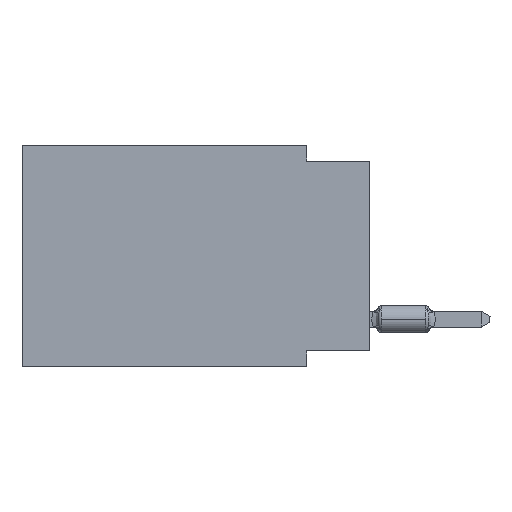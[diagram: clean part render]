
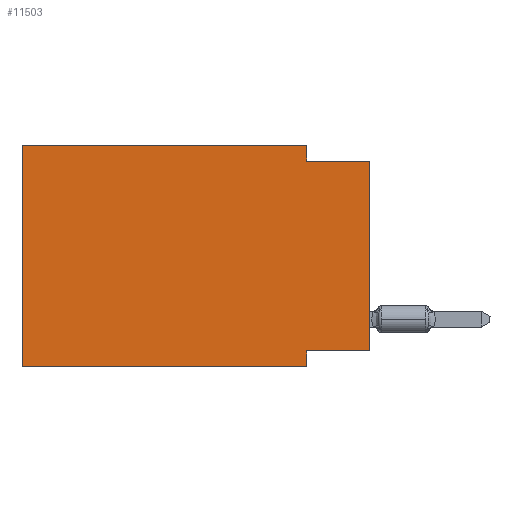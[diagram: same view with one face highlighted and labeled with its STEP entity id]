
A CAD part, left-side view. The second image highlights one B-rep face of the part: STEP entity #11503.
In plain terms, the highlighted planar face has unit normal (-1, 0, 0).
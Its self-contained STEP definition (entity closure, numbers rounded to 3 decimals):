
#1689 = VECTOR ( 'NONE', #34314, 1000. ) ;
#2302 = CARTESIAN_POINT ( 'NONE',  ( 0., 2.54, -8.255 ) ) ;
#2988 = FACE_OUTER_BOUND ( 'NONE', #21761, .T. ) ;
#3591 = DIRECTION ( 'NONE',  ( 0., 0., -1. ) ) ;
#3642 = EDGE_CURVE ( 'NONE', #25774, #28060, #38181, .T. ) ;
#5021 = LINE ( 'NONE', #17996, #13540 ) ;
#5366 = VECTOR ( 'NONE', #21158, 1000. ) ;
#5401 = ORIENTED_EDGE ( 'NONE', *, *, #30981, .F. ) ;
#6335 = VECTOR ( 'NONE', #33242, 1000. ) ;
#6895 = CARTESIAN_POINT ( 'NONE',  ( 0., 0., 0. ) ) ;
#7292 = LINE ( 'NONE', #33456, #6335 ) ;
#7865 = EDGE_CURVE ( 'NONE', #13511, #11668, #9969, .T. ) ;
#8873 = VERTEX_POINT ( 'NONE', #20584 ) ;
#9969 = LINE ( 'NONE', #22931, #11132 ) ;
#11132 = VECTOR ( 'NONE', #3591, 1000. ) ;
#11337 = AXIS2_PLACEMENT_3D ( 'NONE', #35932, #28711, #15554 ) ;
#11503 = ADVANCED_FACE ( 'NONE', ( #2988 ), #18944, .F. ) ;
#11668 = VERTEX_POINT ( 'NONE', #27198 ) ;
#12178 = DIRECTION ( 'NONE',  ( 0., -1., 0. ) ) ;
#12632 = EDGE_CURVE ( 'NONE', #32715, #11668, #28330, .T. ) ;
#13511 = VERTEX_POINT ( 'NONE', #2302 ) ;
#13540 = VECTOR ( 'NONE', #31171, 1000. ) ;
#14590 = CARTESIAN_POINT ( 'NONE',  ( 0., 2.54, 0. ) ) ;
#15211 = VECTOR ( 'NONE', #12178, 1000. ) ;
#15554 = DIRECTION ( 'NONE',  ( 0., 0., -1. ) ) ;
#15739 = CARTESIAN_POINT ( 'NONE',  ( 0., 13.97, 0. ) ) ;
#17996 = CARTESIAN_POINT ( 'NONE',  ( 0., 0., -0.635 ) ) ;
#18944 = PLANE ( 'NONE',  #11337 ) ;
#20584 = CARTESIAN_POINT ( 'NONE',  ( 0., 0., -0.635 ) ) ;
#20639 = ORIENTED_EDGE ( 'NONE', *, *, #36739, .F. ) ;
#20956 = EDGE_CURVE ( 'NONE', #28060, #8873, #5021, .T. ) ;
#21062 = ORIENTED_EDGE ( 'NONE', *, *, #25295, .F. ) ;
#21158 = DIRECTION ( 'NONE',  ( 0., 0., 1. ) ) ;
#21323 = CARTESIAN_POINT ( 'NONE',  ( 0., 13.97, 0. ) ) ;
#21363 = CARTESIAN_POINT ( 'NONE',  ( 0., 13.97, 0. ) ) ;
#21761 = EDGE_LOOP ( 'NONE', ( #28105, #35774, #22477, #5401, #20639, #29868, #37048, #21062 ) ) ;
#22477 = ORIENTED_EDGE ( 'NONE', *, *, #3642, .F. ) ;
#22931 = CARTESIAN_POINT ( 'NONE',  ( 0., 2.54, -8.89 ) ) ;
#24484 = VERTEX_POINT ( 'NONE', #33765 ) ;
#24772 = LINE ( 'NONE', #21363, #5366 ) ;
#25295 = EDGE_CURVE ( 'NONE', #24484, #13511, #7292, .T. ) ;
#25774 = VERTEX_POINT ( 'NONE', #34184 ) ;
#26073 = VECTOR ( 'NONE', #29431, 1000. ) ;
#27198 = CARTESIAN_POINT ( 'NONE',  ( 0., 2.54, -8.89 ) ) ;
#27826 = VECTOR ( 'NONE', #31150, 1000. ) ;
#28060 = VERTEX_POINT ( 'NONE', #41102 ) ;
#28105 = ORIENTED_EDGE ( 'NONE', *, *, #30779, .T. ) ;
#28330 = LINE ( 'NONE', #37922, #15211 ) ;
#28454 = CARTESIAN_POINT ( 'NONE',  ( 0., 13.97, -8.89 ) ) ;
#28711 = DIRECTION ( 'NONE',  ( 1., 0., 0. ) ) ;
#29431 = DIRECTION ( 'NONE',  ( 0., 0., 1. ) ) ;
#29868 = ORIENTED_EDGE ( 'NONE', *, *, #12632, .T. ) ;
#30779 = EDGE_CURVE ( 'NONE', #24484, #8873, #39649, .T. ) ;
#30981 = EDGE_CURVE ( 'NONE', #40263, #25774, #40278, .T. ) ;
#31150 = DIRECTION ( 'NONE',  ( 0., 0., -1. ) ) ;
#31171 = DIRECTION ( 'NONE',  ( 0., -1., 0. ) ) ;
#32715 = VERTEX_POINT ( 'NONE', #28454 ) ;
#33242 = DIRECTION ( 'NONE',  ( 0., 1., 0. ) ) ;
#33456 = CARTESIAN_POINT ( 'NONE',  ( 0., 0., -8.255 ) ) ;
#33765 = CARTESIAN_POINT ( 'NONE',  ( 0., 0., -8.255 ) ) ;
#34184 = CARTESIAN_POINT ( 'NONE',  ( 0., 2.54, 0. ) ) ;
#34314 = DIRECTION ( 'NONE',  ( 0., -1., 0. ) ) ;
#35774 = ORIENTED_EDGE ( 'NONE', *, *, #20956, .F. ) ;
#35932 = CARTESIAN_POINT ( 'NONE',  ( 0., 13.97, 0. ) ) ;
#36739 = EDGE_CURVE ( 'NONE', #32715, #40263, #24772, .T. ) ;
#37048 = ORIENTED_EDGE ( 'NONE', *, *, #7865, .F. ) ;
#37922 = CARTESIAN_POINT ( 'NONE',  ( 0., 13.97, -8.89 ) ) ;
#38181 = LINE ( 'NONE', #14590, #27826 ) ;
#39649 = LINE ( 'NONE', #6895, #26073 ) ;
#40263 = VERTEX_POINT ( 'NONE', #15739 ) ;
#40278 = LINE ( 'NONE', #21323, #1689 ) ;
#41102 = CARTESIAN_POINT ( 'NONE',  ( 0., 2.54, -0.635 ) ) ;
